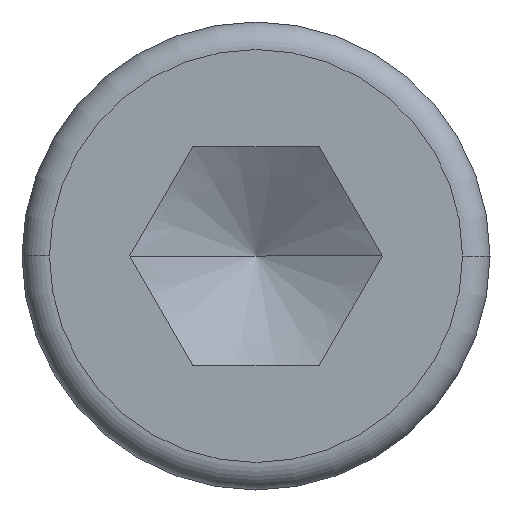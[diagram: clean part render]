
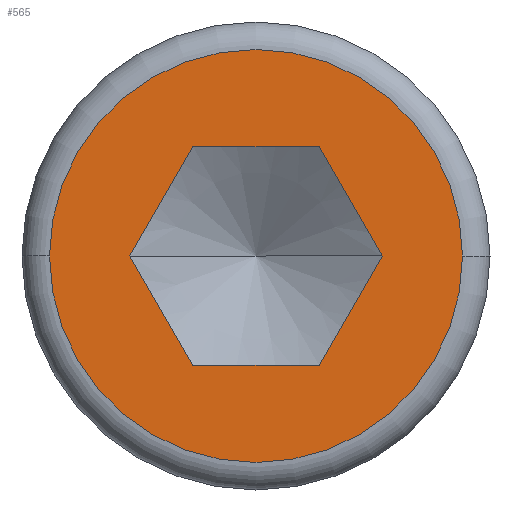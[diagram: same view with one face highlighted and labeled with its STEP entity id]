
A CAD part, left-side view. The second image highlights one B-rep face of the part: STEP entity #565.
In plain terms, the highlighted planar face has unit normal (-1, 0, 0).
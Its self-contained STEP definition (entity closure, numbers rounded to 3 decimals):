
#11 = DIRECTION ( 'NONE',  ( 0., -1., 0. ) ) ;
#24 = VERTEX_POINT ( 'NONE', #185 ) ;
#52 = AXIS2_PLACEMENT_3D ( 'NONE', #637, #469, #144 ) ;
#55 = VERTEX_POINT ( 'NONE', #453 ) ;
#66 = FACE_OUTER_BOUND ( 'NONE', #113, .T. ) ;
#67 = DIRECTION ( 'NONE',  ( 0., 0.5, 0.866 ) ) ;
#73 = VERTEX_POINT ( 'NONE', #238 ) ;
#74 = DIRECTION ( 'NONE',  ( 0., 1., 0. ) ) ;
#77 = PLANE ( 'NONE',  #52 ) ;
#91 = VECTOR ( 'NONE', #74, 1000. ) ;
#94 = ORIENTED_EDGE ( 'NONE', *, *, #544, .F. ) ;
#110 = LINE ( 'NONE', #257, #91 ) ;
#113 = EDGE_LOOP ( 'NONE', ( #285, #432 ) ) ;
#133 = LINE ( 'NONE', #304, #685 ) ;
#136 = ORIENTED_EDGE ( 'NONE', *, *, #551, .F. ) ;
#144 = DIRECTION ( 'NONE',  ( 0., -1., 0. ) ) ;
#154 = AXIS2_PLACEMENT_3D ( 'NONE', #671, #355, #11 ) ;
#156 = AXIS2_PLACEMENT_3D ( 'NONE', #194, #593, #249 ) ;
#159 = CIRCLE ( 'NONE', #156, 3. ) ;
#185 = CARTESIAN_POINT ( 'NONE',  ( -4., -3., 0. ) ) ;
#194 = CARTESIAN_POINT ( 'NONE',  ( -4., 0., 0. ) ) ;
#197 = DIRECTION ( 'NONE',  ( 0., -1., 0. ) ) ;
#210 = ORIENTED_EDGE ( 'NONE', *, *, #546, .F. ) ;
#225 = VERTEX_POINT ( 'NONE', #358 ) ;
#238 = CARTESIAN_POINT ( 'NONE',  ( -4., 0.917, -1.588 ) ) ;
#249 = DIRECTION ( 'NONE',  ( 0., -1., 0. ) ) ;
#254 = CARTESIAN_POINT ( 'NONE',  ( -4., -0.917, -1.588 ) ) ;
#257 = CARTESIAN_POINT ( 'NONE',  ( -4., -0.917, 1.588 ) ) ;
#270 = VECTOR ( 'NONE', #197, 1000. ) ;
#282 = LINE ( 'NONE', #463, #589 ) ;
#284 = ORIENTED_EDGE ( 'NONE', *, *, #547, .F. ) ;
#285 = ORIENTED_EDGE ( 'NONE', *, *, #531, .T. ) ;
#304 = CARTESIAN_POINT ( 'NONE',  ( -4., -1.833, 0. ) ) ;
#355 = DIRECTION ( 'NONE',  ( -1., 0., 0. ) ) ;
#356 = FACE_BOUND ( 'NONE', #561, .T. ) ;
#358 = CARTESIAN_POINT ( 'NONE',  ( -4., 3., 0. ) ) ;
#359 = DIRECTION ( 'NONE',  ( 0., 0.5, -0.866 ) ) ;
#383 = VERTEX_POINT ( 'NONE', #605 ) ;
#395 = VECTOR ( 'NONE', #359, 1000. ) ;
#412 = LINE ( 'NONE', #536, #395 ) ;
#419 = CARTESIAN_POINT ( 'NONE',  ( -4., 0.917, -1.588 ) ) ;
#432 = ORIENTED_EDGE ( 'NONE', *, *, #534, .T. ) ;
#437 = LINE ( 'NONE', #419, #270 ) ;
#438 = CARTESIAN_POINT ( 'NONE',  ( -4., -1.833, 0. ) ) ;
#441 = VERTEX_POINT ( 'NONE', #438 ) ;
#446 = CIRCLE ( 'NONE', #154, 3. ) ;
#453 = CARTESIAN_POINT ( 'NONE',  ( -4., -0.917, 1.588 ) ) ;
#461 = CARTESIAN_POINT ( 'NONE',  ( -4., 1.833, 0. ) ) ;
#463 = CARTESIAN_POINT ( 'NONE',  ( -4., -0.917, -1.588 ) ) ;
#469 = DIRECTION ( 'NONE',  ( 1., 0., 0. ) ) ;
#504 = VERTEX_POINT ( 'NONE', #254 ) ;
#531 = EDGE_CURVE ( 'NONE', #24, #225, #159, .T. ) ;
#534 = EDGE_CURVE ( 'NONE', #225, #24, #446, .T. ) ;
#536 = CARTESIAN_POINT ( 'NONE',  ( -4., 0.917, 1.588 ) ) ;
#542 = EDGE_CURVE ( 'NONE', #441, #55, #133, .T. ) ;
#543 = EDGE_CURVE ( 'NONE', #504, #441, #282, .T. ) ;
#544 = EDGE_CURVE ( 'NONE', #73, #504, #437, .T. ) ;
#546 = EDGE_CURVE ( 'NONE', #383, #73, #576, .T. ) ;
#547 = EDGE_CURVE ( 'NONE', #699, #383, #412, .T. ) ;
#551 = EDGE_CURVE ( 'NONE', #55, #699, #110, .T. ) ;
#561 = EDGE_LOOP ( 'NONE', ( #616, #679, #94, #210, #284, #136 ) ) ;
#565 = ADVANCED_FACE ( 'NONE', ( #356, #66 ), #77, .F. ) ;
#576 = LINE ( 'NONE', #461, #669 ) ;
#589 = VECTOR ( 'NONE', #632, 1000. ) ;
#593 = DIRECTION ( 'NONE',  ( -1., 0., 0. ) ) ;
#605 = CARTESIAN_POINT ( 'NONE',  ( -4., 1.833, 0. ) ) ;
#616 = ORIENTED_EDGE ( 'NONE', *, *, #542, .F. ) ;
#632 = DIRECTION ( 'NONE',  ( 0., -0.5, 0.866 ) ) ;
#635 = DIRECTION ( 'NONE',  ( 0., -0.5, -0.866 ) ) ;
#637 = CARTESIAN_POINT ( 'NONE',  ( -4., 1.833, 0. ) ) ;
#660 = CARTESIAN_POINT ( 'NONE',  ( -4., 0.917, 1.588 ) ) ;
#669 = VECTOR ( 'NONE', #635, 1000. ) ;
#671 = CARTESIAN_POINT ( 'NONE',  ( -4., 0., 0. ) ) ;
#679 = ORIENTED_EDGE ( 'NONE', *, *, #543, .F. ) ;
#685 = VECTOR ( 'NONE', #67, 1000. ) ;
#699 = VERTEX_POINT ( 'NONE', #660 ) ;
